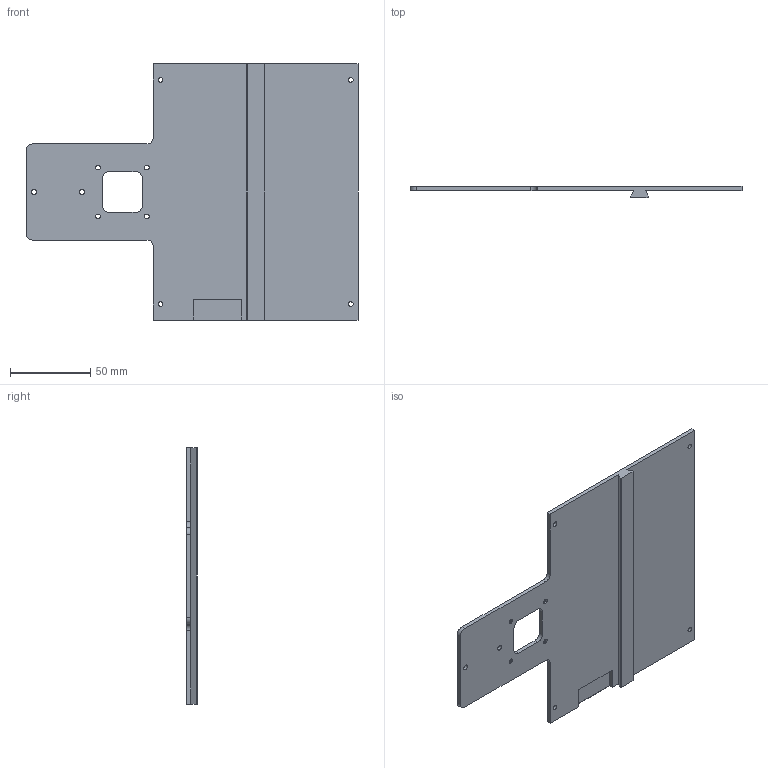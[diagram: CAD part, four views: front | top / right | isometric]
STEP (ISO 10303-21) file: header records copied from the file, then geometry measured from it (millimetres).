
FILE_DESCRIPTION(/* description */ (''),/* implementation_level */ '2;1');
FILE_NAME(/* name */ 'Frame superior PCB.step',/* time_stamp */ '2023-09-26T08:34:59-05:00',/* author */ (''),/* organization */ (''),/* preprocessor_version */ 'ST-DEVELOPER v20',/* originating_system */ 'Autodesk Translation Framework v12.14.0.127',/* authorisation */ '');
FILE_SCHEMA (('AUTOMOTIVE_DESIGN { 1 0 10303 214 3 1 1 }'));
Length unit declared in the file: millimetre
Products named in the file (2): Frame superior; PCB
Assembly tree (1 placements, depth 2):
  Frame superior
    PCB
Bounding box: 207.26 x 6.6 x 160 mm (x, y, z)
Volume: 66434.4 mm3; surface area: 53604.2 mm2
Topology: 1 solids, 1 shells, 50 faces, 132 edges, 88 vertices
Faces by surface type: plane 26, cylinder 24
Full cylindrical faces by diameter (mm): 3 x8, 3.2 x2, 6 x4
Entity records: 1661 total; most frequent: DIRECTION 286, CARTESIAN_POINT 273, ORIENTED_EDGE 264, EDGE_CURVE 132, AXIS2_PLACEMENT_3D 101, VERTEX_POINT 88, LINE 84, VECTOR 84
